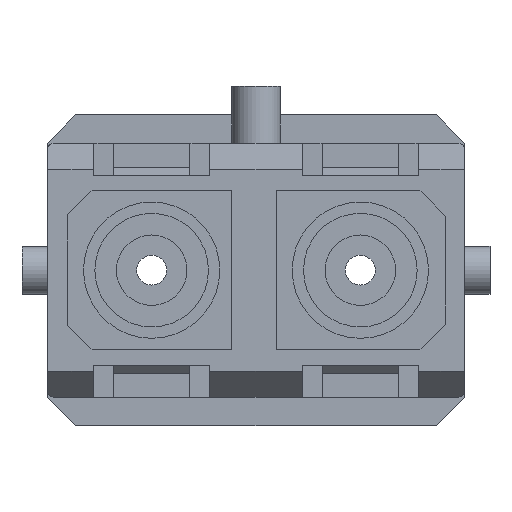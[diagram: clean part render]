
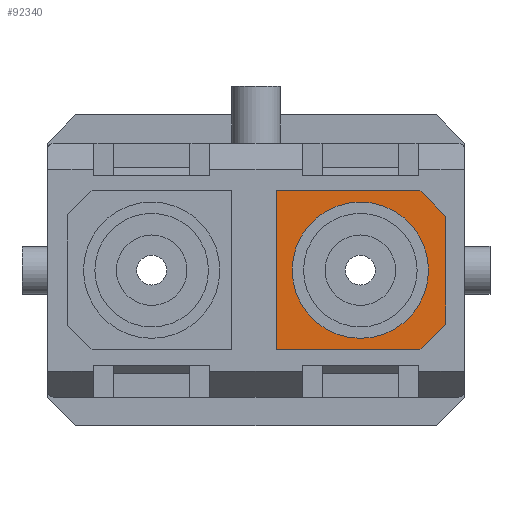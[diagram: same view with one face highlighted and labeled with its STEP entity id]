
A CAD part, front view. The second image highlights one B-rep face of the part: STEP entity #92340.
In plain terms, the highlighted face is planar.
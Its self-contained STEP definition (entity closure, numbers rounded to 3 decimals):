
#22290=CARTESIAN_POINT('',(28.255,12.385,
0.86));
#22300=VERTEX_POINT('',#22290);
#22380=CARTESIAN_POINT('',(28.255,7.585,
0.86));
#22390=VERTEX_POINT('',#22380);
#22420=CARTESIAN_POINT('',(28.255,9.985,
0.86));
#22430=DIRECTION('',(-1.,0.,0.));
#22440=DIRECTION('',(0.,1.,0.));
#22450=AXIS2_PLACEMENT_3D('',#22420,#22430,#22440);
#22460=CIRCLE('',#22450,2.4);
#22470=EDGE_CURVE('',#22390,#22300,#22460,.T.);
#22590=CARTESIAN_POINT('',(28.255,7.41,
-6.487));
#22600=DIRECTION('',(1.,0.,0.));
#22610=DIRECTION('',(0.,-1.,0.));
#22620=AXIS2_PLACEMENT_3D('',#22590,#22600,#22610);
#22630=PLANE('',#22620);
#91590=CARTESIAN_POINT('',(28.255,11.885,
3.861));
#91600=VERTEX_POINT('',#91590);
#91680=CARTESIAN_POINT('',(28.255,12.785,
2.961));
#91690=VERTEX_POINT('',#91680);
#91720=CARTESIAN_POINT('',(28.255,9.985,
5.761));
#91730=DIRECTION('',(0.,0.707,
-0.707));
#91740=VECTOR('',#91730,1.);
#91750=LINE('',#91720,#91740);
#91760=EDGE_CURVE('',#91600,#91690,#91750,.T.);
#91880=EDGE_CURVE('',#22300,#22390,#22460,.T.);
#91890=ORIENTED_EDGE('',*,*,#91880,.T.);
#91900=ORIENTED_EDGE('',*,*,#22470,.T.);
#91910=EDGE_LOOP('',(#91900,#91890));
#91920=FACE_BOUND('',#91910,.T.);
#91930=CARTESIAN_POINT('',(28.255,12.785,
-1.664));
#91940=DIRECTION('',(0.,0.,-1.));
#91950=VECTOR('',#91940,1.);
#91960=LINE('',#91930,#91950);
#91970=CARTESIAN_POINT('',(28.255,12.785,
-2.089));
#91980=VERTEX_POINT('',#91970);
#91990=EDGE_CURVE('',#91690,#91980,#91960,.T.);
#92000=ORIENTED_EDGE('',*,*,#91990,.F.);
#92010=CARTESIAN_POINT('',(28.255,9.985,
-2.089));
#92020=DIRECTION('',(0.,1.,0.));
#92030=VECTOR('',#92020,1.);
#92040=LINE('',#92010,#92030);
#92050=CARTESIAN_POINT('',(28.255,7.185,
-2.089));
#92060=VERTEX_POINT('',#92050);
#92070=EDGE_CURVE('',#92060,#91980,#92040,.T.);
#92080=ORIENTED_EDGE('',*,*,#92070,.T.);
#92090=CARTESIAN_POINT('',(28.255,7.185,
-1.664));
#92100=DIRECTION('',(0.,0.,1.));
#92110=VECTOR('',#92100,1.);
#92120=LINE('',#92090,#92110);
#92130=CARTESIAN_POINT('',(28.255,7.185,
2.961));
#92140=VERTEX_POINT('',#92130);
#92150=EDGE_CURVE('',#92060,#92140,#92120,.T.);
#92160=ORIENTED_EDGE('',*,*,#92150,.F.);
#92170=CARTESIAN_POINT('',(28.255,9.985,
5.761));
#92180=DIRECTION('',(0.,0.707,0.707));
#92190=VECTOR('',#92180,1.);
#92200=LINE('',#92170,#92190);
#92210=CARTESIAN_POINT('',(28.255,8.085,
3.861));
#92220=VERTEX_POINT('',#92210);
#92230=EDGE_CURVE('',#92140,#92220,#92200,.T.);
#92240=ORIENTED_EDGE('',*,*,#92230,.F.);
#92250=CARTESIAN_POINT('',(28.255,9.985,
3.861));
#92260=DIRECTION('',(0.,1.,0.));
#92270=VECTOR('',#92260,1.);
#92280=LINE('',#92250,#92270);
#92290=EDGE_CURVE('',#92220,#91600,#92280,.T.);
#92300=ORIENTED_EDGE('',*,*,#92290,.F.);
#92310=ORIENTED_EDGE('',*,*,#91760,.F.);
#92320=EDGE_LOOP('',(#92310,#92300,#92240,#92160,#92080,#92000));
#92330=FACE_OUTER_BOUND('',#92320,.T.);
#92340=ADVANCED_FACE('',(#91920,#92330),#22630,.T.);
